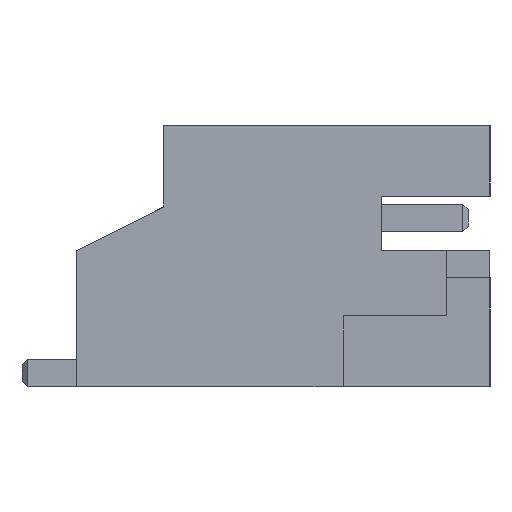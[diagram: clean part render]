
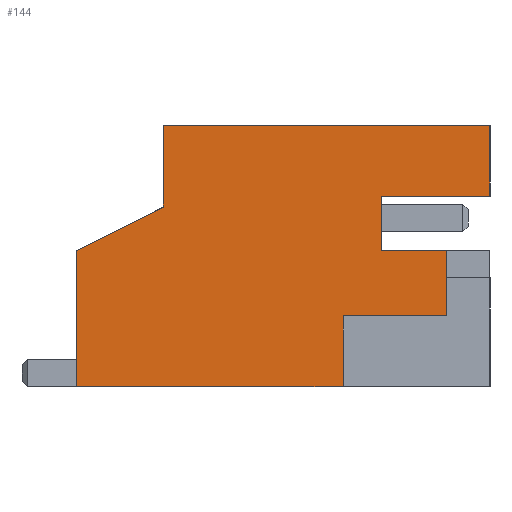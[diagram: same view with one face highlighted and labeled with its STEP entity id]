
A CAD part, left-side view. The second image highlights one B-rep face of the part: STEP entity #144.
In plain terms, the highlighted planar face has unit normal (-1, 0, 0).
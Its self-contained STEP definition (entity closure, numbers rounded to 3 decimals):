
#32 = VERTEX_POINT('',#33);
#33 = CARTESIAN_POINT('',(-5.95,-2.3,3.5));
#39 = EDGE_CURVE('',#40,#32,#42,.T.);
#40 = VERTEX_POINT('',#41);
#41 = CARTESIAN_POINT('',(-5.95,-2.3,2.5));
#42 = LINE('',#43,#44);
#43 = CARTESIAN_POINT('',(-5.95,-2.3,2.95));
#44 = VECTOR('',#45,1.);
#45 = DIRECTION('',(0.,0.,1.));
#126 = VERTEX_POINT('',#127);
#127 = CARTESIAN_POINT('',(-5.95,-4.3,3.5));
#133 = EDGE_CURVE('',#32,#126,#134,.T.);
#134 = LINE('',#135,#136);
#135 = CARTESIAN_POINT('',(-5.95,-2.8,3.5));
#136 = VECTOR('',#137,1.);
#137 = DIRECTION('',(0.,-1.,0.));
#144 = ADVANCED_FACE('',(#145),#227,.T.);
#145 = FACE_BOUND('',#146,.T.);
#146 = EDGE_LOOP('',(#147,#148,#156,#164,#172,#180,#188,#196,#204,#212,
    #220,#226));
#147 = ORIENTED_EDGE('',*,*,#133,.T.);
#148 = ORIENTED_EDGE('',*,*,#149,.T.);
#149 = EDGE_CURVE('',#126,#150,#152,.T.);
#150 = VERTEX_POINT('',#151);
#151 = CARTESIAN_POINT('',(-5.95,-4.3,4.8));
#152 = LINE('',#153,#154);
#153 = CARTESIAN_POINT('',(-5.95,-4.3,0.));
#154 = VECTOR('',#155,1.);
#155 = DIRECTION('',(0.,0.,1.));
#156 = ORIENTED_EDGE('',*,*,#157,.T.);
#157 = EDGE_CURVE('',#150,#158,#160,.T.);
#158 = VERTEX_POINT('',#159);
#159 = CARTESIAN_POINT('',(-5.95,1.7,4.8));
#160 = LINE('',#161,#162);
#161 = CARTESIAN_POINT('',(-5.95,-4.3,4.8));
#162 = VECTOR('',#163,1.);
#163 = DIRECTION('',(0.,1.,0.));
#164 = ORIENTED_EDGE('',*,*,#165,.T.);
#165 = EDGE_CURVE('',#158,#166,#168,.T.);
#166 = VERTEX_POINT('',#167);
#167 = CARTESIAN_POINT('',(-5.95,1.7,3.3));
#168 = LINE('',#169,#170);
#169 = CARTESIAN_POINT('',(-5.95,1.7,4.8));
#170 = VECTOR('',#171,1.);
#171 = DIRECTION('',(0.,0.,-1.));
#172 = ORIENTED_EDGE('',*,*,#173,.T.);
#173 = EDGE_CURVE('',#166,#174,#176,.T.);
#174 = VERTEX_POINT('',#175);
#175 = CARTESIAN_POINT('',(-5.95,3.3,2.5));
#176 = LINE('',#177,#178);
#177 = CARTESIAN_POINT('',(-5.95,1.7,3.3));
#178 = VECTOR('',#179,1.);
#179 = DIRECTION('',(0.,0.894,-0.447));
#180 = ORIENTED_EDGE('',*,*,#181,.T.);
#181 = EDGE_CURVE('',#174,#182,#184,.T.);
#182 = VERTEX_POINT('',#183);
#183 = CARTESIAN_POINT('',(-5.95,3.3,0.));
#184 = LINE('',#185,#186);
#185 = CARTESIAN_POINT('',(-5.95,3.3,2.5));
#186 = VECTOR('',#187,1.);
#187 = DIRECTION('',(0.,0.,-1.));
#188 = ORIENTED_EDGE('',*,*,#189,.T.);
#189 = EDGE_CURVE('',#182,#190,#192,.T.);
#190 = VERTEX_POINT('',#191);
#191 = CARTESIAN_POINT('',(-5.95,-1.6,0.));
#192 = LINE('',#193,#194);
#193 = CARTESIAN_POINT('',(-5.95,3.3,0.));
#194 = VECTOR('',#195,1.);
#195 = DIRECTION('',(0.,-1.,0.));
#196 = ORIENTED_EDGE('',*,*,#197,.T.);
#197 = EDGE_CURVE('',#190,#198,#200,.T.);
#198 = VERTEX_POINT('',#199);
#199 = CARTESIAN_POINT('',(-5.95,-1.6,1.3));
#200 = LINE('',#201,#202);
#201 = CARTESIAN_POINT('',(-5.95,-1.6,1.85));
#202 = VECTOR('',#203,1.);
#203 = DIRECTION('',(0.,0.,1.));
#204 = ORIENTED_EDGE('',*,*,#205,.T.);
#205 = EDGE_CURVE('',#198,#206,#208,.T.);
#206 = VERTEX_POINT('',#207);
#207 = CARTESIAN_POINT('',(-5.95,-3.5,1.3));
#208 = LINE('',#209,#210);
#209 = CARTESIAN_POINT('',(-5.95,-2.4,1.3));
#210 = VECTOR('',#211,1.);
#211 = DIRECTION('',(0.,-1.,0.));
#212 = ORIENTED_EDGE('',*,*,#213,.T.);
#213 = EDGE_CURVE('',#206,#214,#216,.T.);
#214 = VERTEX_POINT('',#215);
#215 = CARTESIAN_POINT('',(-5.95,-3.5,2.5));
#216 = LINE('',#217,#218);
#217 = CARTESIAN_POINT('',(-5.95,-3.5,2.45));
#218 = VECTOR('',#219,1.);
#219 = DIRECTION('',(0.,0.,1.));
#220 = ORIENTED_EDGE('',*,*,#221,.T.);
#221 = EDGE_CURVE('',#214,#40,#222,.T.);
#222 = LINE('',#223,#224);
#223 = CARTESIAN_POINT('',(-5.95,-1.8,2.5));
#224 = VECTOR('',#225,1.);
#225 = DIRECTION('',(0.,1.,0.));
#226 = ORIENTED_EDGE('',*,*,#39,.T.);
#227 = PLANE('',#228);
#228 = AXIS2_PLACEMENT_3D('',#229,#230,#231);
#229 = CARTESIAN_POINT('',(-5.95,-1.3,2.4));
#230 = DIRECTION('',(-1.,0.,0.));
#231 = DIRECTION('',(0.,-1.,0.));
